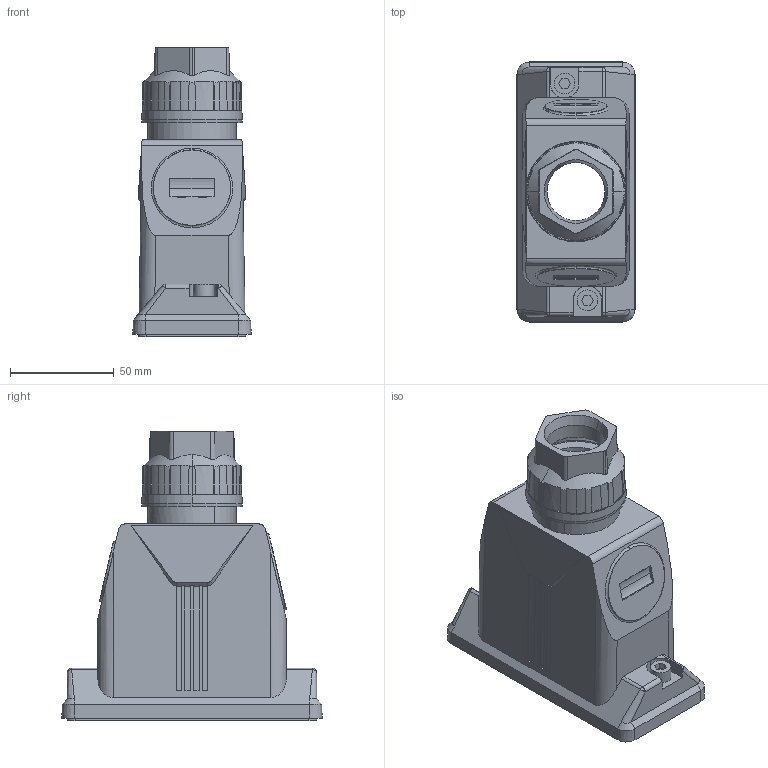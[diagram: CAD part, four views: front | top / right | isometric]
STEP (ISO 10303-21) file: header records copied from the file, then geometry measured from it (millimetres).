
FILE_DESCRIPTION(('CATIA V5 STEP Exchange','CAx-IF Rec.Pracs.--- Model Styling and Organization---1.4--- 2014-01-23'),'2;1');
FILE_NAME ('1201191-4_1', '2020-03-04T09:14:54+00:00', ('none'), ('Weidmueller'), 'CATIA Version 5-6 Release 2016 SP3 HF44', 'CATIA V5 STEP AP214', 'none');
FILE_SCHEMA(('AUTOMOTIVE_DESIGN { 1 0 10303 214 1 1 1 1 }'));
Length unit declared in the file: millimetre
Products named in the file (1): 2716730000
Bounding box: 57 x 125.5 x 139.76 mm (x, y, z)
Volume: 134297.4 mm3; surface area: 80539.2 mm2
Topology: 3 solids, 3 shells, 458 faces, 1267 edges, 831 vertices
Faces by surface type: plane 284, cylinder 114, cone 44, torus 8, bspline 4, sphere 4
Entity records: 15473 total; most frequent: CARTESIAN_POINT 4345, ORIENTED_EDGE 2526, DIRECTION 1875, EDGE_CURVE 1263, VERTEX_POINT 831, VECTOR 797, LINE 797, AXIS2_PLACEMENT_3D 668
